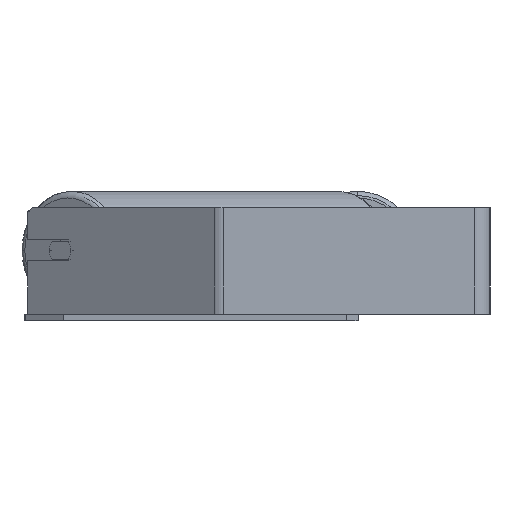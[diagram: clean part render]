
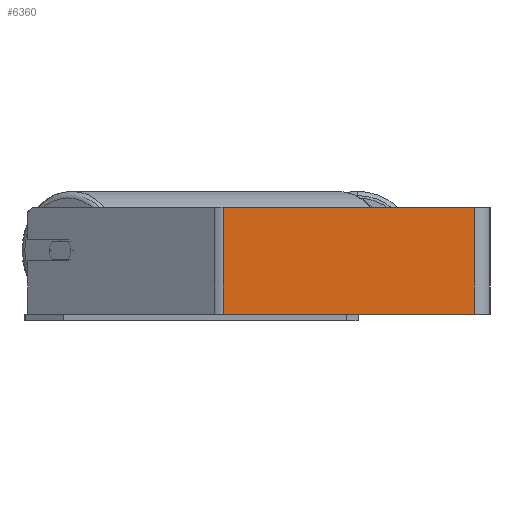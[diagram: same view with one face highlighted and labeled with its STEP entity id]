
A CAD part, left-side view. The second image highlights one B-rep face of the part: STEP entity #6360.
In plain terms, the highlighted planar face has unit normal (-1, 0, 0).
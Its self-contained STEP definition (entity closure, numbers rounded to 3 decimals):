
#168 = LINE ( 'NONE', #256, #6942 ) ;
#256 = CARTESIAN_POINT ( 'NONE',  ( -605., 12., 40. ) ) ;
#435 = CARTESIAN_POINT ( 'NONE',  ( -605., 201.074, 40. ) ) ;
#506 = CARTESIAN_POINT ( 'NONE',  ( -605., 204.858, -40. ) ) ;
#553 = CARTESIAN_POINT ( 'NONE',  ( -605., 12., -40. ) ) ;
#852 = ORIENTED_EDGE ( 'NONE', *, *, #5814, .F. ) ;
#1015 = CARTESIAN_POINT ( 'NONE',  ( -605., 201.074, 40. ) ) ;
#1056 = ORIENTED_EDGE ( 'NONE', *, *, #4586, .F. ) ;
#1099 = AXIS2_PLACEMENT_3D ( 'NONE', #3535, #6324, #8621 ) ;
#1136 = CARTESIAN_POINT ( 'NONE',  ( -605., 12., 40. ) ) ;
#1853 = VERTEX_POINT ( 'NONE', #553 ) ;
#2097 = VECTOR ( 'NONE', #4665, 1000. ) ;
#2277 = LINE ( 'NONE', #1015, #3695 ) ;
#2292 = FACE_OUTER_BOUND ( 'NONE', #6538, .T. ) ;
#3535 = CARTESIAN_POINT ( 'NONE',  ( -605., 204.858, 40. ) ) ;
#3695 = VECTOR ( 'NONE', #6490, 1000. ) ;
#3931 = DIRECTION ( 'NONE',  ( 0., -1., 0. ) ) ;
#4486 = EDGE_CURVE ( 'NONE', #8741, #8652, #2277, .T. ) ;
#4586 = EDGE_CURVE ( 'NONE', #8741, #6811, #6870, .T. ) ;
#4665 = DIRECTION ( 'NONE',  ( 0., -1., 0. ) ) ;
#5814 = EDGE_CURVE ( 'NONE', #6811, #1853, #168, .T. ) ;
#6263 = VECTOR ( 'NONE', #3931, 1000. ) ;
#6324 = DIRECTION ( 'NONE',  ( 1., 0., 0. ) ) ;
#6360 = ADVANCED_FACE ( 'NONE', ( #2292 ), #7024, .F. ) ;
#6490 = DIRECTION ( 'NONE',  ( 0., 0., -1. ) ) ;
#6538 = EDGE_LOOP ( 'NONE', ( #7987, #852, #1056, #8769 ) ) ;
#6811 = VERTEX_POINT ( 'NONE', #1136 ) ;
#6818 = LINE ( 'NONE', #506, #6263 ) ;
#6870 = LINE ( 'NONE', #8829, #2097 ) ;
#6942 = VECTOR ( 'NONE', #7068, 1000. ) ;
#7024 = PLANE ( 'NONE',  #1099 ) ;
#7068 = DIRECTION ( 'NONE',  ( 0., 0., -1. ) ) ;
#7972 = CARTESIAN_POINT ( 'NONE',  ( -605., 201.074, -40. ) ) ;
#7987 = ORIENTED_EDGE ( 'NONE', *, *, #8918, .T. ) ;
#8621 = DIRECTION ( 'NONE',  ( 0., 0., -1. ) ) ;
#8652 = VERTEX_POINT ( 'NONE', #7972 ) ;
#8741 = VERTEX_POINT ( 'NONE', #435 ) ;
#8769 = ORIENTED_EDGE ( 'NONE', *, *, #4486, .T. ) ;
#8829 = CARTESIAN_POINT ( 'NONE',  ( -605., 204.858, 40. ) ) ;
#8918 = EDGE_CURVE ( 'NONE', #8652, #1853, #6818, .T. ) ;
